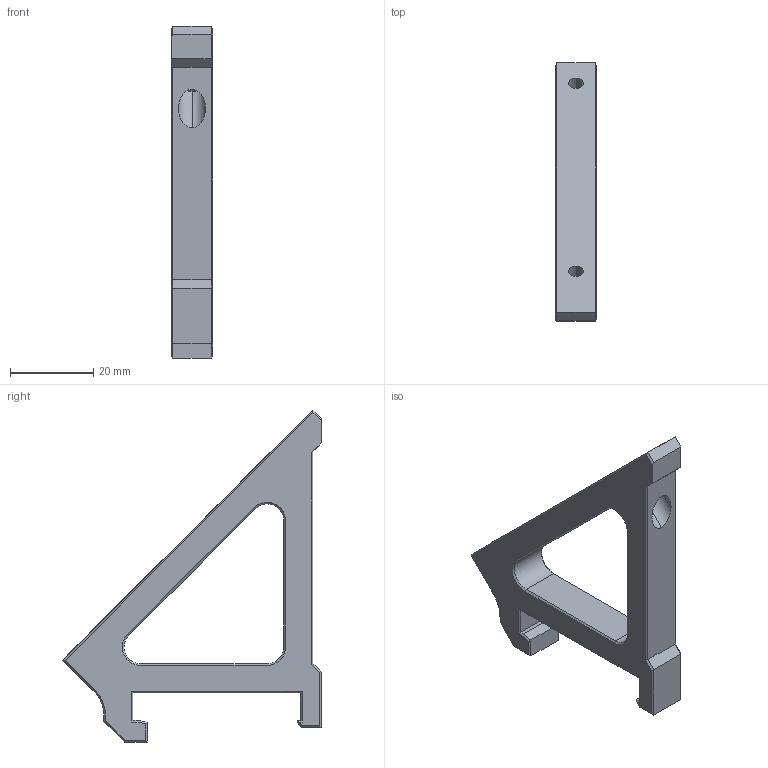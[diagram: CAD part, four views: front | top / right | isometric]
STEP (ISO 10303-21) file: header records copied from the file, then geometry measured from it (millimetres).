
FILE_DESCRIPTION(('FreeCAD Model'),'2;1');
FILE_NAME('mmu2-frame-holder.step', '2018-08-28T17:11:30',('Author'),(''), 'Open CASCADE STEP processor 6.8','FreeCAD','Unknown');
FILE_SCHEMA(('AUTOMOTIVE_DESIGN_CC2 { 1 2 10303 214 -1 1 5 4 }'));
Length unit declared in the file: millimetre
Products named in the file (1): frame-holder
Bounding box: 10 x 62.1 x 79.76 mm (x, y, z)
Volume: 13892.3 mm3; surface area: 7235.6 mm2
Topology: 1 solids, 1 shells, 95 faces, 224 edges, 132 vertices
Faces by surface type: plane 73, cylinder 13, cone 9
Entity records: 7604 total; most frequent: CARTESIAN_POINT 3168, DIRECTION 784, LINE 517, VECTOR 517, ORIENTED_EDGE 448, PCURVE 448, DEFINITIONAL_REPRESENTATION 448, EDGE_CURVE 224
